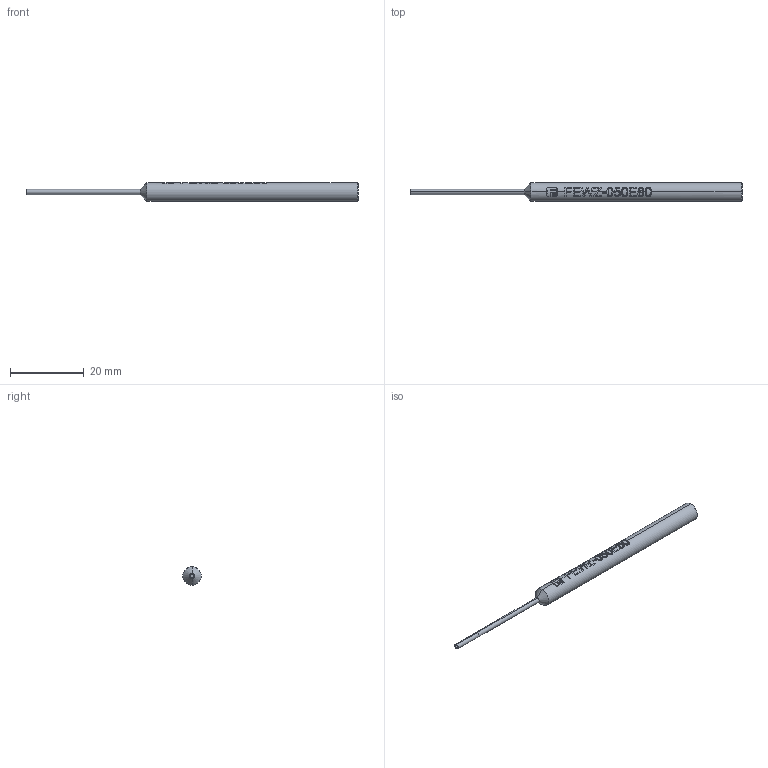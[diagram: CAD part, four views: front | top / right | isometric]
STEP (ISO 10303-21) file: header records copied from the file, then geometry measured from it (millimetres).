
FILE_DESCRIPTION (( 'STEP AP214' ), '1' );
FILE_NAME ('MOD-FEWZ-050E80.STEP', '2021-01-27T06:56:25', ( '' ), ( '' ), 'SwSTEP 2.0', 'SolidWorks 2020', '' );
FILE_SCHEMA (( 'AUTOMOTIVE_DESIGN' ));
Length unit declared in the file: millimetre
Products named in the file (1): MOD-FEWZ-050E80
Bounding box: 90 x 5 x 5 mm (x, y, z)
Volume: 1178.4 mm3; surface area: 1110.6 mm2
Topology: 1 solids, 1 shells, 193 faces, 540 edges, 358 vertices
Faces by surface type: plane 83, bspline 77, cylinder 29, cone 4
Entity records: 15059 total; most frequent: CARTESIAN_POINT 10708, ORIENTED_EDGE 1080, DIRECTION 609, EDGE_CURVE 540, VERTEX_POINT 358, B_SPLINE_CURVE_WITH_KNOTS 261, AXIS2_PLACEMENT_3D 213, EDGE_LOOP 202
